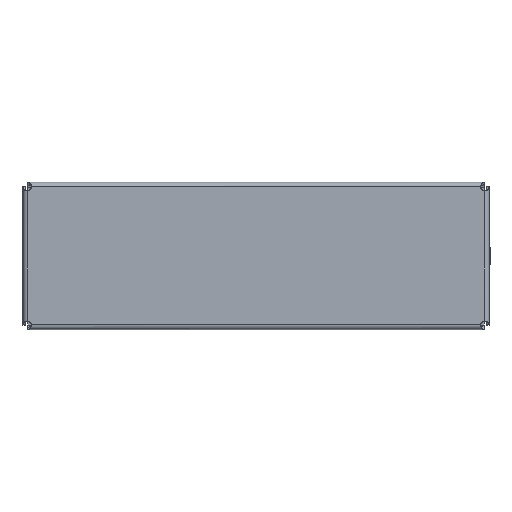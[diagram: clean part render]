
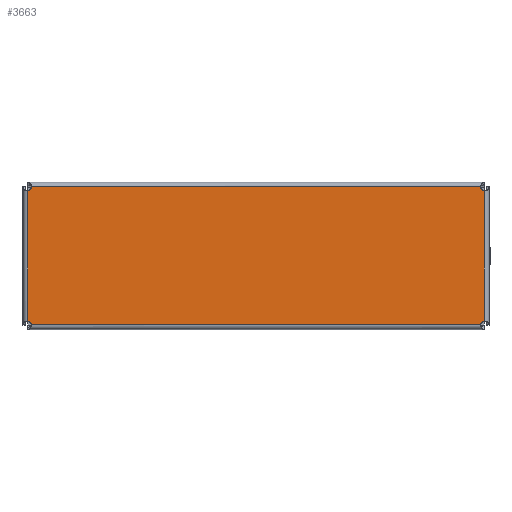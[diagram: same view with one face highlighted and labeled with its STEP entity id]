
A CAD part, top view. The second image highlights one B-rep face of the part: STEP entity #3663.
In plain terms, the highlighted planar face has unit normal (0, 0, 1).
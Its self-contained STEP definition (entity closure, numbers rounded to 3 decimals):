
#2 = DIRECTION ( 'NONE',  ( 0., 0., 1. ) ) ;
#39 = EDGE_CURVE ( 'NONE', #3174, #2654, #3676, .T. ) ;
#104 = VERTEX_POINT ( 'NONE', #2527 ) ;
#132 = FACE_OUTER_BOUND ( 'NONE', #1956, .T. ) ;
#172 = CARTESIAN_POINT ( 'NONE',  ( 0., 0., 0. ) ) ;
#199 = EDGE_CURVE ( 'NONE', #1410, #808, #1000, .T. ) ;
#274 = DIRECTION ( 'NONE',  ( 1., 0., 0. ) ) ;
#315 = DIRECTION ( 'NONE',  ( 1., 0., 0. ) ) ;
#426 = DIRECTION ( 'NONE',  ( 0., 0., -1. ) ) ;
#440 = CARTESIAN_POINT ( 'NONE',  ( -149., 45., 0. ) ) ;
#693 = DIRECTION ( 'NONE',  ( 0., 0., 1. ) ) ;
#714 = CARTESIAN_POINT ( 'NONE',  ( -149., 45., 0. ) ) ;
#788 = CIRCLE ( 'NONE', #3803, 2.5 ) ;
#800 = PLANE ( 'NONE',  #2595 ) ;
#802 = ORIENTED_EDGE ( 'NONE', *, *, #2098, .T. ) ;
#808 = VERTEX_POINT ( 'NONE', #3291 ) ;
#828 = DIRECTION ( 'NONE',  ( 0., 1., 0. ) ) ;
#979 = CARTESIAN_POINT ( 'NONE',  ( 149., 45., 0. ) ) ;
#1000 = LINE ( 'NONE', #440, #2574 ) ;
#1030 = CARTESIAN_POINT ( 'NONE',  ( 152., 45., 0. ) ) ;
#1090 = CARTESIAN_POINT ( 'NONE',  ( 149., -45., 0. ) ) ;
#1142 = ORIENTED_EDGE ( 'NONE', *, *, #2545, .F. ) ;
#1240 = DIRECTION ( 'NONE',  ( 0., 0., 1. ) ) ;
#1397 = CARTESIAN_POINT ( 'NONE',  ( -149., 42.5, 0. ) ) ;
#1410 = VERTEX_POINT ( 'NONE', #1397 ) ;
#1448 = CARTESIAN_POINT ( 'NONE',  ( 149., -45., 0. ) ) ;
#1481 = EDGE_CURVE ( 'NONE', #2018, #104, #788, .T. ) ;
#1664 = CIRCLE ( 'NONE', #2281, 2.5 ) ;
#1687 = ORIENTED_EDGE ( 'NONE', *, *, #1481, .F. ) ;
#1846 = DIRECTION ( 'NONE',  ( 1., 0., 0. ) ) ;
#1880 = DIRECTION ( 'NONE',  ( -1., 0., 0. ) ) ;
#1912 = LINE ( 'NONE', #1090, #3575 ) ;
#1932 = CARTESIAN_POINT ( 'NONE',  ( 149., 42.5, 0. ) ) ;
#1956 = EDGE_LOOP ( 'NONE', ( #802, #1687, #3324, #2070, #3814, #1142, #2169, #1983 ) ) ;
#1983 = ORIENTED_EDGE ( 'NONE', *, *, #3101, .F. ) ;
#2018 = VERTEX_POINT ( 'NONE', #3111 ) ;
#2027 = VECTOR ( 'NONE', #274, 1000. ) ;
#2032 = CARTESIAN_POINT ( 'NONE',  ( -152., -45., 0. ) ) ;
#2070 = ORIENTED_EDGE ( 'NONE', *, *, #2198, .F. ) ;
#2073 = CIRCLE ( 'NONE', #3086, 2.5 ) ;
#2098 = EDGE_CURVE ( 'NONE', #3339, #104, #2324, .T. ) ;
#2169 = ORIENTED_EDGE ( 'NONE', *, *, #199, .T. ) ;
#2198 = EDGE_CURVE ( 'NONE', #3174, #3198, #3462, .T. ) ;
#2281 = AXIS2_PLACEMENT_3D ( 'NONE', #714, #1240, #2792 ) ;
#2324 = LINE ( 'NONE', #2032, #2027 ) ;
#2527 = CARTESIAN_POINT ( 'NONE',  ( 146.5, -45., 0. ) ) ;
#2545 = EDGE_CURVE ( 'NONE', #1410, #2654, #1664, .T. ) ;
#2574 = VECTOR ( 'NONE', #3359, 1000. ) ;
#2595 = AXIS2_PLACEMENT_3D ( 'NONE', #172, #426, #1880 ) ;
#2629 = DIRECTION ( 'NONE',  ( 0., 0., 1. ) ) ;
#2654 = VERTEX_POINT ( 'NONE', #3763 ) ;
#2712 = EDGE_CURVE ( 'NONE', #2018, #3198, #1912, .T. ) ;
#2780 = AXIS2_PLACEMENT_3D ( 'NONE', #979, #2, #315 ) ;
#2792 = DIRECTION ( 'NONE',  ( -1., 0., 0. ) ) ;
#2798 = CARTESIAN_POINT ( 'NONE',  ( -146.5, -45., 0. ) ) ;
#2984 = DIRECTION ( 'NONE',  ( -1., 0., 0. ) ) ;
#3086 = AXIS2_PLACEMENT_3D ( 'NONE', #3333, #693, #1846 ) ;
#3101 = EDGE_CURVE ( 'NONE', #3339, #808, #2073, .T. ) ;
#3111 = CARTESIAN_POINT ( 'NONE',  ( 149., -42.5, 0. ) ) ;
#3140 = CARTESIAN_POINT ( 'NONE',  ( 146.5, 45., 0. ) ) ;
#3174 = VERTEX_POINT ( 'NONE', #3140 ) ;
#3191 = DIRECTION ( 'NONE',  ( -1., 0., 0. ) ) ;
#3198 = VERTEX_POINT ( 'NONE', #1932 ) ;
#3291 = CARTESIAN_POINT ( 'NONE',  ( -149., -42.5, 0. ) ) ;
#3317 = VECTOR ( 'NONE', #2984, 1000. ) ;
#3324 = ORIENTED_EDGE ( 'NONE', *, *, #2712, .T. ) ;
#3333 = CARTESIAN_POINT ( 'NONE',  ( -149., -45., 0. ) ) ;
#3339 = VERTEX_POINT ( 'NONE', #2798 ) ;
#3359 = DIRECTION ( 'NONE',  ( 0., -1., 0. ) ) ;
#3462 = CIRCLE ( 'NONE', #2780, 2.5 ) ;
#3575 = VECTOR ( 'NONE', #828, 1000. ) ;
#3663 = ADVANCED_FACE ( 'NONE', ( #132 ), #800, .F. ) ;
#3676 = LINE ( 'NONE', #1030, #3317 ) ;
#3763 = CARTESIAN_POINT ( 'NONE',  ( -146.5, 45., 0. ) ) ;
#3803 = AXIS2_PLACEMENT_3D ( 'NONE', #1448, #2629, #3191 ) ;
#3814 = ORIENTED_EDGE ( 'NONE', *, *, #39, .T. ) ;
